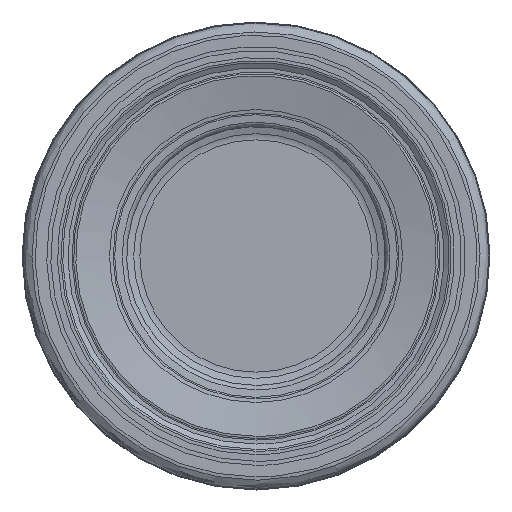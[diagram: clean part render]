
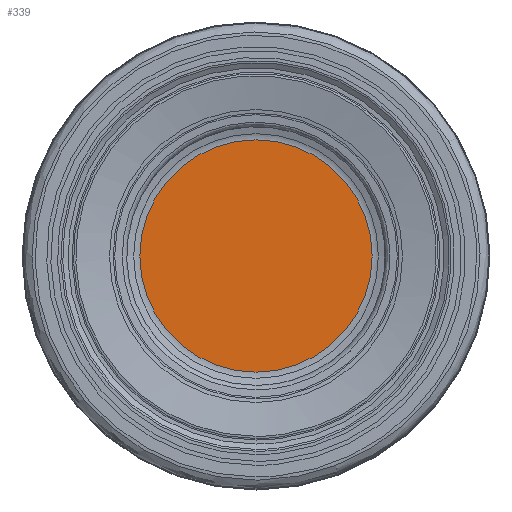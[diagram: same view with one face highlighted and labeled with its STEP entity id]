
A CAD part, left-side view. The second image highlights one B-rep face of the part: STEP entity #339.
In plain terms, the highlighted planar face has unit normal (-1, 0, 0).
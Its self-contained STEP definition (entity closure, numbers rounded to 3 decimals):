
#320=PLANE('',#992);
#322=FACE_OUTER_BOUND('',#541,.T.);
#339=ADVANCED_FACE('',(#322),#320,.F.);
#541=EDGE_LOOP('',(#669));
#669=ORIENTED_EDGE('',*,*,#856,.T.);
#792=VERTEX_POINT('',#1301);
#856=EDGE_CURVE('',#792,#792,#920,.T.);
#920=CIRCLE('',#991,6.462);
#991=AXIS2_PLACEMENT_3D('',#1300,#1087,#1088);
#992=AXIS2_PLACEMENT_3D('',#1302,#1089,#1090);
#1087=DIRECTION('',(-1.,0.,0.));
#1088=DIRECTION('',(0.,0.,1.));
#1089=DIRECTION('',(1.,0.,0.));
#1090=DIRECTION('',(0.,0.,-1.));
#1300=CARTESIAN_POINT('',(1.5,0.,0.));
#1301=CARTESIAN_POINT('',(1.5,0.,6.462));
#1302=CARTESIAN_POINT('',(1.5,6.462,0.));
